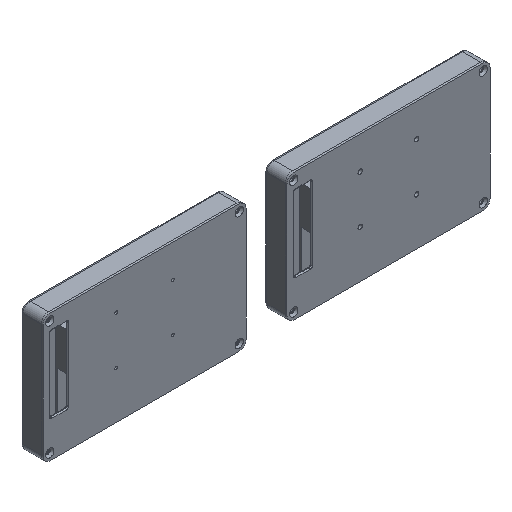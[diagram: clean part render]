
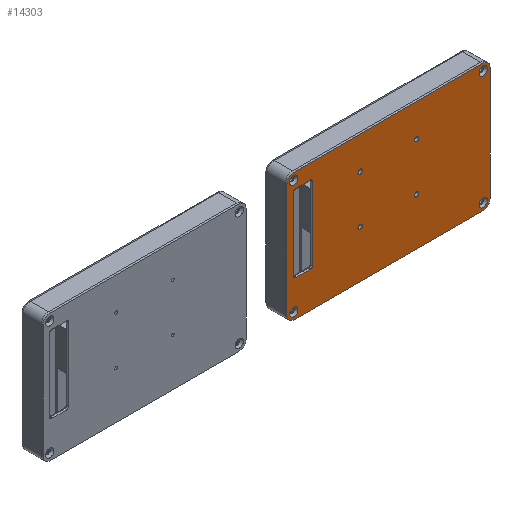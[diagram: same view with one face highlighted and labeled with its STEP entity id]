
A CAD part, isometric view. The second image highlights one B-rep face of the part: STEP entity #14303.
In plain terms, the highlighted planar face has unit normal (0, -1, 0).
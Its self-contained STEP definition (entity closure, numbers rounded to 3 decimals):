
#431=FACE_BOUND('',#2200,.T.);
#432=FACE_BOUND('',#2201,.T.);
#433=FACE_BOUND('',#2202,.T.);
#434=FACE_BOUND('',#2203,.T.);
#435=FACE_BOUND('',#2204,.T.);
#436=FACE_BOUND('',#2205,.T.);
#437=FACE_BOUND('',#2206,.T.);
#438=FACE_BOUND('',#2207,.T.);
#439=FACE_BOUND('',#2208,.T.);
#687=PLANE('',#15282);
#1353=FACE_OUTER_BOUND('',#2199,.T.);
#2199=EDGE_LOOP('',(#11073,#11074,#11075,#11076,#11077,#11078,#11079,#11080));
#2200=EDGE_LOOP('',(#11081));
#2201=EDGE_LOOP('',(#11082));
#2202=EDGE_LOOP('',(#11083));
#2203=EDGE_LOOP('',(#11084));
#2204=EDGE_LOOP('',(#11085));
#2205=EDGE_LOOP('',(#11086));
#2206=EDGE_LOOP('',(#11087));
#2207=EDGE_LOOP('',(#11088));
#2208=EDGE_LOOP('',(#11089,#11090,#11091,#11092,#11093,#11094,#11095,#11096));
#3310=LINE('',#24995,#4824);
#3311=LINE('',#25003,#4825);
#3313=LINE('',#25013,#4827);
#3314=LINE('',#25021,#4828);
#3319=LINE('',#25033,#4833);
#3320=LINE('',#25037,#4834);
#3321=LINE('',#25041,#4835);
#3322=LINE('',#25045,#4836);
#4824=VECTOR('',#17220,10.);
#4825=VECTOR('',#17231,10.);
#4827=VECTOR('',#17243,10.);
#4828=VECTOR('',#17254,10.);
#4833=VECTOR('',#17269,10.);
#4834=VECTOR('',#17272,10.);
#4835=VECTOR('',#17275,10.);
#4836=VECTOR('',#17278,10.);
#5966=CIRCLE('',#15214,2.25);
#5967=CIRCLE('',#15216,2.25);
#5968=CIRCLE('',#15218,2.25);
#5969=CIRCLE('',#15220,2.25);
#5991=CIRCLE('',#15258,2.5);
#5996=CIRCLE('',#15265,2.5);
#5999=CIRCLE('',#15270,2.5);
#6003=CIRCLE('',#15276,2.5);
#6004=CIRCLE('',#15283,7.5);
#6005=CIRCLE('',#15284,7.5);
#6006=CIRCLE('',#15285,7.5);
#6007=CIRCLE('',#15286,7.5);
#6008=CIRCLE('',#15287,4.25);
#6009=CIRCLE('',#15288,4.25);
#6010=CIRCLE('',#15289,4.25);
#6011=CIRCLE('',#15290,4.25);
#6631=VERTEX_POINT('',#24872);
#6632=VERTEX_POINT('',#24876);
#6633=VERTEX_POINT('',#24880);
#6634=VERTEX_POINT('',#24884);
#6670=VERTEX_POINT('',#24986);
#6671=VERTEX_POINT('',#24988);
#6672=VERTEX_POINT('',#24993);
#6673=VERTEX_POINT('',#24997);
#6674=VERTEX_POINT('',#25001);
#6675=VERTEX_POINT('',#25005);
#6676=VERTEX_POINT('',#25009);
#6678=VERTEX_POINT('',#25015);
#6680=VERTEX_POINT('',#25031);
#6681=VERTEX_POINT('',#25032);
#6682=VERTEX_POINT('',#25034);
#6683=VERTEX_POINT('',#25036);
#6684=VERTEX_POINT('',#25038);
#6685=VERTEX_POINT('',#25040);
#6686=VERTEX_POINT('',#25042);
#6687=VERTEX_POINT('',#25044);
#6688=VERTEX_POINT('',#25047);
#6689=VERTEX_POINT('',#25049);
#6690=VERTEX_POINT('',#25051);
#6691=VERTEX_POINT('',#25053);
#8216=EDGE_CURVE('',#6631,#6631,#5966,.T.);
#8218=EDGE_CURVE('',#6632,#6632,#5967,.T.);
#8220=EDGE_CURVE('',#6633,#6633,#5968,.T.);
#8222=EDGE_CURVE('',#6634,#6634,#5969,.T.);
#8272=EDGE_CURVE('',#6670,#6671,#5991,.T.);
#8276=EDGE_CURVE('',#6671,#6672,#3310,.T.);
#8278=EDGE_CURVE('',#6672,#6673,#5996,.T.);
#8280=EDGE_CURVE('',#6673,#6674,#3311,.T.);
#8282=EDGE_CURVE('',#6674,#6675,#5999,.T.);
#8285=EDGE_CURVE('',#6675,#6676,#3313,.T.);
#8288=EDGE_CURVE('',#6676,#6678,#6003,.T.);
#8289=EDGE_CURVE('',#6678,#6670,#3314,.T.);
#8294=EDGE_CURVE('',#6680,#6681,#3319,.T.);
#8295=EDGE_CURVE('',#6681,#6682,#6004,.T.);
#8296=EDGE_CURVE('',#6682,#6683,#3320,.T.);
#8297=EDGE_CURVE('',#6683,#6684,#6005,.T.);
#8298=EDGE_CURVE('',#6684,#6685,#3321,.T.);
#8299=EDGE_CURVE('',#6685,#6686,#6006,.T.);
#8300=EDGE_CURVE('',#6686,#6687,#3322,.T.);
#8301=EDGE_CURVE('',#6687,#6680,#6007,.T.);
#8302=EDGE_CURVE('',#6688,#6688,#6008,.T.);
#8303=EDGE_CURVE('',#6689,#6689,#6009,.T.);
#8304=EDGE_CURVE('',#6690,#6690,#6010,.T.);
#8305=EDGE_CURVE('',#6691,#6691,#6011,.T.);
#11073=ORIENTED_EDGE('',*,*,#8294,.T.);
#11074=ORIENTED_EDGE('',*,*,#8295,.T.);
#11075=ORIENTED_EDGE('',*,*,#8296,.T.);
#11076=ORIENTED_EDGE('',*,*,#8297,.T.);
#11077=ORIENTED_EDGE('',*,*,#8298,.T.);
#11078=ORIENTED_EDGE('',*,*,#8299,.T.);
#11079=ORIENTED_EDGE('',*,*,#8300,.T.);
#11080=ORIENTED_EDGE('',*,*,#8301,.T.);
#11081=ORIENTED_EDGE('',*,*,#8216,.T.);
#11082=ORIENTED_EDGE('',*,*,#8218,.T.);
#11083=ORIENTED_EDGE('',*,*,#8220,.T.);
#11084=ORIENTED_EDGE('',*,*,#8222,.T.);
#11085=ORIENTED_EDGE('',*,*,#8302,.F.);
#11086=ORIENTED_EDGE('',*,*,#8303,.F.);
#11087=ORIENTED_EDGE('',*,*,#8304,.F.);
#11088=ORIENTED_EDGE('',*,*,#8305,.F.);
#11089=ORIENTED_EDGE('',*,*,#8272,.F.);
#11090=ORIENTED_EDGE('',*,*,#8289,.F.);
#11091=ORIENTED_EDGE('',*,*,#8288,.F.);
#11092=ORIENTED_EDGE('',*,*,#8285,.F.);
#11093=ORIENTED_EDGE('',*,*,#8282,.F.);
#11094=ORIENTED_EDGE('',*,*,#8280,.F.);
#11095=ORIENTED_EDGE('',*,*,#8278,.F.);
#11096=ORIENTED_EDGE('',*,*,#8276,.F.);
#14303=ADVANCED_FACE('',(#1353,#431,#432,#433,#434,#435,#436,#437,#438,
#439),#687,.T.);
#15214=AXIS2_PLACEMENT_3D('',#24874,#17091,#17092);
#15216=AXIS2_PLACEMENT_3D('',#24878,#17096,#17097);
#15218=AXIS2_PLACEMENT_3D('',#24882,#17101,#17102);
#15220=AXIS2_PLACEMENT_3D('',#24886,#17106,#17107);
#15258=AXIS2_PLACEMENT_3D('',#24989,#17210,#17211);
#15265=AXIS2_PLACEMENT_3D('',#24999,#17225,#17226);
#15270=AXIS2_PLACEMENT_3D('',#25007,#17236,#17237);
#15276=AXIS2_PLACEMENT_3D('',#25019,#17250,#17251);
#15282=AXIS2_PLACEMENT_3D('',#25030,#17267,#17268);
#15283=AXIS2_PLACEMENT_3D('',#25035,#17270,#17271);
#15284=AXIS2_PLACEMENT_3D('',#25039,#17273,#17274);
#15285=AXIS2_PLACEMENT_3D('',#25043,#17276,#17277);
#15286=AXIS2_PLACEMENT_3D('',#25046,#17279,#17280);
#15287=AXIS2_PLACEMENT_3D('',#25048,#17281,#17282);
#15288=AXIS2_PLACEMENT_3D('',#25050,#17283,#17284);
#15289=AXIS2_PLACEMENT_3D('',#25052,#17285,#17286);
#15290=AXIS2_PLACEMENT_3D('',#25054,#17287,#17288);
#17091=DIRECTION('center_axis',(0.,1.,0.));
#17092=DIRECTION('ref_axis',(-1.,0.,0.));
#17096=DIRECTION('center_axis',(0.,1.,0.));
#17097=DIRECTION('ref_axis',(-1.,0.,0.));
#17101=DIRECTION('center_axis',(0.,1.,0.));
#17102=DIRECTION('ref_axis',(-1.,0.,0.));
#17106=DIRECTION('center_axis',(0.,1.,0.));
#17107=DIRECTION('ref_axis',(-1.,0.,0.));
#17210=DIRECTION('center_axis',(0.,-1.,0.));
#17211=DIRECTION('ref_axis',(-0.707,0.,-0.707));
#17220=DIRECTION('',(1.,0.,0.));
#17225=DIRECTION('center_axis',(0.,-1.,0.));
#17226=DIRECTION('ref_axis',(0.707,0.,-0.707));
#17231=DIRECTION('',(0.,0.,1.));
#17236=DIRECTION('center_axis',(0.,-1.,0.));
#17237=DIRECTION('ref_axis',(0.707,0.,0.707));
#17243=DIRECTION('',(-1.,0.,0.));
#17250=DIRECTION('center_axis',(0.,-1.,0.));
#17251=DIRECTION('ref_axis',(-0.707,0.,0.707));
#17254=DIRECTION('',(0.,0.,-1.));
#17267=DIRECTION('center_axis',(0.,-1.,0.));
#17268=DIRECTION('ref_axis',(0.,0.,-1.));
#17269=DIRECTION('',(0.,0.,1.));
#17270=DIRECTION('center_axis',(0.,-1.,0.));
#17271=DIRECTION('ref_axis',(1.,0.,0.));
#17272=DIRECTION('',(-1.,0.,0.));
#17273=DIRECTION('center_axis',(0.,-1.,0.));
#17274=DIRECTION('ref_axis',(0.,0.,1.));
#17275=DIRECTION('',(0.,0.,-1.));
#17276=DIRECTION('center_axis',(0.,-1.,0.));
#17277=DIRECTION('ref_axis',(-1.,0.,0.));
#17278=DIRECTION('',(1.,0.,0.));
#17279=DIRECTION('center_axis',(0.,-1.,0.));
#17280=DIRECTION('ref_axis',(0.,0.,-1.));
#17281=DIRECTION('center_axis',(0.,-1.,0.));
#17282=DIRECTION('ref_axis',(1.,0.,0.));
#17283=DIRECTION('center_axis',(0.,-1.,0.));
#17284=DIRECTION('ref_axis',(1.,0.,0.));
#17285=DIRECTION('center_axis',(0.,-1.,0.));
#17286=DIRECTION('ref_axis',(1.,0.,0.));
#17287=DIRECTION('center_axis',(0.,-1.,0.));
#17288=DIRECTION('ref_axis',(1.,0.,0.));
#24872=CARTESIAN_POINT('',(47.25,-23.,80.5));
#24874=CARTESIAN_POINT('Origin',(45.,-23.,80.5));
#24876=CARTESIAN_POINT('',(47.25,-23.,31.5));
#24878=CARTESIAN_POINT('Origin',(45.,-23.,31.5));
#24880=CARTESIAN_POINT('',(105.25,-23.,80.5));
#24882=CARTESIAN_POINT('Origin',(103.,-23.,80.5));
#24884=CARTESIAN_POINT('',(105.25,-23.,31.5));
#24886=CARTESIAN_POINT('Origin',(103.,-23.,31.5));
#24986=CARTESIAN_POINT('',(-23.6,-23.,22.1));
#24988=CARTESIAN_POINT('',(-21.1,-23.,19.6));
#24989=CARTESIAN_POINT('Origin',(-21.1,-23.,22.1));
#24993=CARTESIAN_POINT('',(-6.1,-23.,19.6));
#24995=CARTESIAN_POINT('',(26.45,-23.,19.6));
#24997=CARTESIAN_POINT('',(-3.6,-23.,22.1));
#24999=CARTESIAN_POINT('Origin',(-6.1,-23.,22.1));
#25001=CARTESIAN_POINT('',(-3.6,-23.,96.1));
#25003=CARTESIAN_POINT('',(-3.6,-23.,35.3));
#25005=CARTESIAN_POINT('',(-6.1,-23.,98.6));
#25007=CARTESIAN_POINT('Origin',(-6.1,-23.,96.1));
#25009=CARTESIAN_POINT('',(-21.1,-23.,98.6));
#25013=CARTESIAN_POINT('',(26.45,-23.,98.6));
#25015=CARTESIAN_POINT('',(-23.6,-23.,96.1));
#25019=CARTESIAN_POINT('Origin',(-21.1,-23.,96.1));
#25021=CARTESIAN_POINT('',(-23.6,-23.,72.8));
#25030=CARTESIAN_POINT('Origin',(75.5,-23.,50.));
#25031=CARTESIAN_POINT('',(178.,-23.,-9.5));
#25032=CARTESIAN_POINT('',(178.,-23.,106.5));
#25033=CARTESIAN_POINT('',(178.,-23.,-6.5));
#25034=CARTESIAN_POINT('',(170.5,-23.,114.));
#25035=CARTESIAN_POINT('Origin',(170.5,-23.,106.5));
#25036=CARTESIAN_POINT('',(-22.5,-23.,114.));
#25037=CARTESIAN_POINT('',(170.5,-23.,114.));
#25038=CARTESIAN_POINT('',(-30.,-23.,106.5));
#25039=CARTESIAN_POINT('Origin',(-22.5,-23.,106.5));
#25040=CARTESIAN_POINT('',(-30.,-23.,-9.5));
#25041=CARTESIAN_POINT('',(-30.,-23.,106.5));
#25042=CARTESIAN_POINT('',(-22.5,-23.,-17.));
#25043=CARTESIAN_POINT('Origin',(-22.5,-23.,-9.5));
#25044=CARTESIAN_POINT('',(170.5,-23.,-17.));
#25045=CARTESIAN_POINT('',(-22.5,-23.,-17.));
#25046=CARTESIAN_POINT('Origin',(170.5,-23.,-9.5));
#25047=CARTESIAN_POINT('',(166.75,-23.,107.));
#25048=CARTESIAN_POINT('Origin',(171.,-23.,107.));
#25049=CARTESIAN_POINT('',(-27.25,-23.,107.));
#25050=CARTESIAN_POINT('Origin',(-23.,-23.,107.));
#25051=CARTESIAN_POINT('',(-27.25,-23.,-10.));
#25052=CARTESIAN_POINT('Origin',(-23.,-23.,-10.));
#25053=CARTESIAN_POINT('',(166.75,-23.,-10.));
#25054=CARTESIAN_POINT('Origin',(171.,-23.,-10.));
